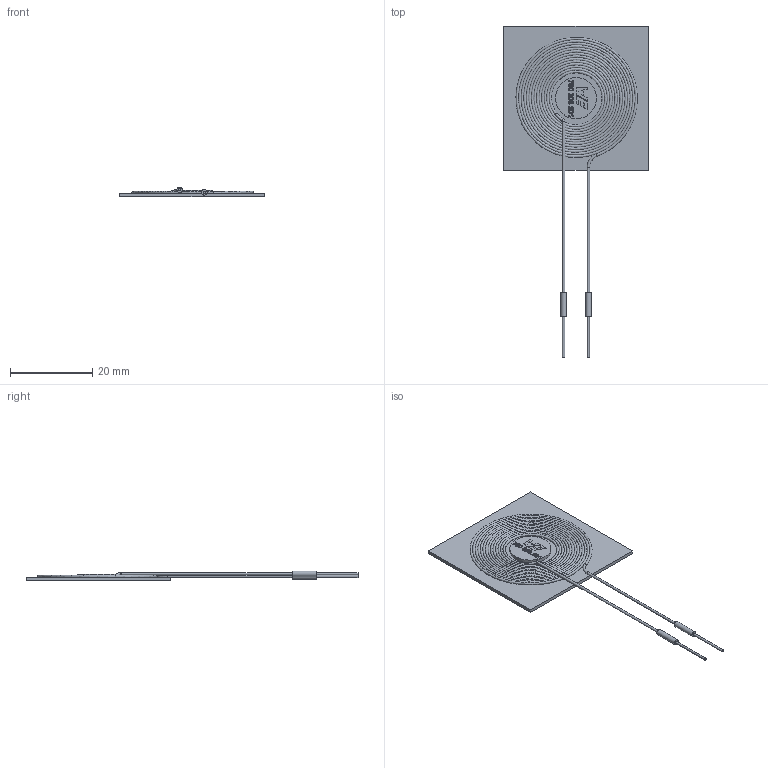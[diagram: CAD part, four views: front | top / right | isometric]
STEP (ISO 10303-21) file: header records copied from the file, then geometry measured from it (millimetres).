
FILE_DESCRIPTION(/* description */ ('Unknown'),/* implementation_level */ '2;1');
FILE_NAME(/* name */ 'L_Wurth_WE-WPCC-RX_760308201',/* time_stamp */ '2025-04-22T17:42:07+08:00',/* author */ ('Unknown'),/* organization */ ('Unknown'),/* preprocessor_version */ 'ST-DEVELOPER v19.4',/* originating_system */ 'Solid Edge',/* authorisation */ 'Unknown');
FILE_SCHEMA (('AUTOMOTIVE_DESIGN {1 0 10303 214 3 1 1}'));
Length unit declared in the file: millimetre
Products named in the file (2): L_Wurth_WE-WPCC-RX_760308201
Assembly tree (1 placements, depth 2):
  L_Wurth_WE-WPCC-RX_760308201
    L_Wurth_WE-WPCC-RX_760308201
Bounding box: 35 x 80.5 x 2.38 mm (x, y, z)
Volume: 1344.5 mm3; surface area: 4689.6 mm2
Topology: 3 solids, 3 shells, 108 faces, 240 edges, 159 vertices
Faces by surface type: plane 74, bspline 24, cylinder 8, torus 2
Full cylindrical faces by diameter (mm): 0.55 x2, 0.6 x2, 1.35 x2, 10 x1
Entity records: 6744 total; most frequent: CARTESIAN_POINT 3900, ORIENTED_EDGE 440, DIRECTION 313, EDGE_CURVE 220, VERTEX_POINT 157, EDGE_LOOP 147, FACE_BOUND 147, LINE 117
